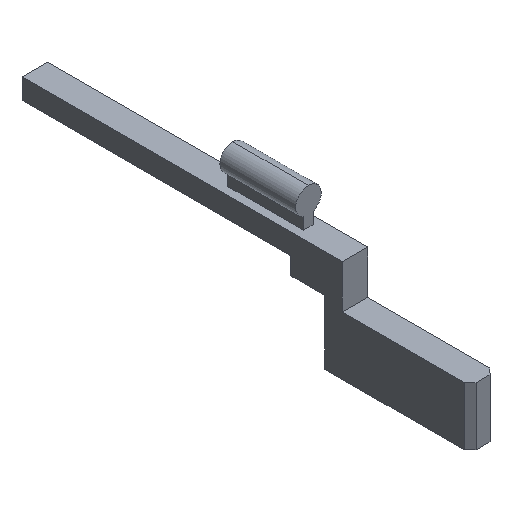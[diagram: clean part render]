
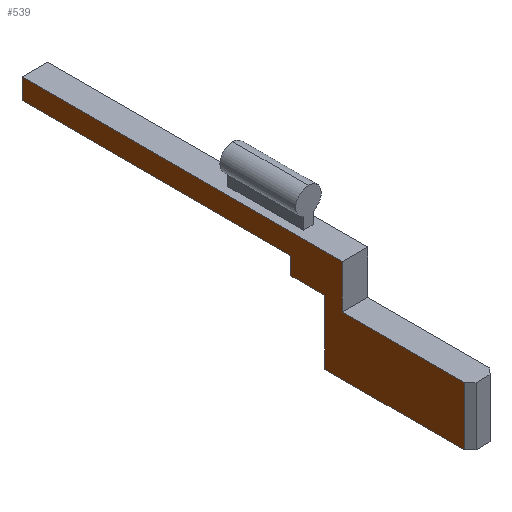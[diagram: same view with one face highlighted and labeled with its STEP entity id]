
A CAD part, isometric view. The second image highlights one B-rep face of the part: STEP entity #539.
In plain terms, the highlighted planar face has unit normal (-1, 0, 0).
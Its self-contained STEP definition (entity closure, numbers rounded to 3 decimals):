
#1 = EDGE_CURVE ( 'NONE', #87, #562, #220, .T. ) ;
#12 = DIRECTION ( 'NONE',  ( 0., 0., 1. ) ) ;
#16 = CARTESIAN_POINT ( 'NONE',  ( -2.2, -7.5, -11. ) ) ;
#26 = VERTEX_POINT ( 'NONE', #16 ) ;
#28 = DIRECTION ( 'NONE',  ( 0., 0., 1. ) ) ;
#53 = VERTEX_POINT ( 'NONE', #428 ) ;
#63 = LINE ( 'NONE', #234, #214 ) ;
#87 = VERTEX_POINT ( 'NONE', #482 ) ;
#103 = ORIENTED_EDGE ( 'NONE', *, *, #231, .T. ) ;
#106 = LINE ( 'NONE', #147, #166 ) ;
#121 = FACE_OUTER_BOUND ( 'NONE', #671, .T. ) ;
#129 = LINE ( 'NONE', #353, #493 ) ;
#134 = CARTESIAN_POINT ( 'NONE',  ( -2.2, 10.5, 6.5 ) ) ;
#138 = DIRECTION ( 'NONE',  ( 0., 0., -1. ) ) ;
#139 = EDGE_CURVE ( 'NONE', #436, #393, #63, .T. ) ;
#147 = CARTESIAN_POINT ( 'NONE',  ( -2.2, -7.5, 0. ) ) ;
#162 = CARTESIAN_POINT ( 'NONE',  ( -2.2, 10.5, 6.5 ) ) ;
#166 = VECTOR ( 'NONE', #410, 1000. ) ;
#167 = PLANE ( 'NONE',  #590 ) ;
#175 = DIRECTION ( 'NONE',  ( 0., -1., 0. ) ) ;
#178 = VECTOR ( 'NONE', #12, 1000. ) ;
#193 = ORIENTED_EDGE ( 'NONE', *, *, #317, .F. ) ;
#203 = ORIENTED_EDGE ( 'NONE', *, *, #463, .F. ) ;
#210 = EDGE_CURVE ( 'NONE', #576, #26, #561, .T. ) ;
#214 = VECTOR ( 'NONE', #138, 1000. ) ;
#217 = VECTOR ( 'NONE', #662, 1000. ) ;
#220 = LINE ( 'NONE', #337, #178 ) ;
#221 = EDGE_CURVE ( 'NONE', #311, #53, #243, .T. ) ;
#225 = VECTOR ( 'NONE', #458, 1000. ) ;
#230 = CARTESIAN_POINT ( 'NONE',  ( -2.2, 10.5, 0. ) ) ;
#231 = EDGE_CURVE ( 'NONE', #576, #361, #129, .T. ) ;
#233 = VECTOR ( 'NONE', #383, 1000. ) ;
#234 = CARTESIAN_POINT ( 'NONE',  ( -2.2, -10.5, 6.5 ) ) ;
#237 = CARTESIAN_POINT ( 'NONE',  ( -2.2, -32.5, -1. ) ) ;
#240 = DIRECTION ( 'NONE',  ( 0., -1., 0. ) ) ;
#241 = CARTESIAN_POINT ( 'NONE',  ( -2.2, -5.5, -11. ) ) ;
#243 = LINE ( 'NONE', #230, #403 ) ;
#251 = CARTESIAN_POINT ( 'NONE',  ( -2.2, -10.5, 6.5 ) ) ;
#252 = ORIENTED_EDGE ( 'NONE', *, *, #1, .F. ) ;
#268 = CARTESIAN_POINT ( 'NONE',  ( -2.2, -31.5, -11. ) ) ;
#296 = VECTOR ( 'NONE', #607, 1000. ) ;
#311 = VERTEX_POINT ( 'NONE', #670 ) ;
#317 = EDGE_CURVE ( 'NONE', #26, #53, #106, .T. ) ;
#332 = DIRECTION ( 'NONE',  ( 1., 0., 0. ) ) ;
#335 = ORIENTED_EDGE ( 'NONE', *, *, #221, .T. ) ;
#337 = CARTESIAN_POINT ( 'NONE',  ( -2.2, 44.5, 3. ) ) ;
#353 = CARTESIAN_POINT ( 'NONE',  ( -2.2, -31.5, -1. ) ) ;
#361 = VERTEX_POINT ( 'NONE', #422 ) ;
#383 = DIRECTION ( 'NONE',  ( 0., 1., 0. ) ) ;
#391 = CARTESIAN_POINT ( 'NONE',  ( -2.2, -1.7, 3. ) ) ;
#393 = VERTEX_POINT ( 'NONE', #567 ) ;
#401 = LINE ( 'NONE', #134, #542 ) ;
#403 = VECTOR ( 'NONE', #175, 1000. ) ;
#410 = DIRECTION ( 'NONE',  ( 0., 0., 1. ) ) ;
#414 = EDGE_CURVE ( 'NONE', #311, #618, #512, .T. ) ;
#422 = CARTESIAN_POINT ( 'NONE',  ( -2.2, -31.5, -1. ) ) ;
#428 = CARTESIAN_POINT ( 'NONE',  ( -2.2, -7.5, 0. ) ) ;
#436 = VERTEX_POINT ( 'NONE', #251 ) ;
#440 = ORIENTED_EDGE ( 'NONE', *, *, #139, .F. ) ;
#447 = ORIENTED_EDGE ( 'NONE', *, *, #210, .F. ) ;
#458 = DIRECTION ( 'NONE',  ( 0., 0., 1. ) ) ;
#463 = EDGE_CURVE ( 'NONE', #618, #87, #487, .T. ) ;
#464 = CARTESIAN_POINT ( 'NONE',  ( -2.2, -1.7, 0. ) ) ;
#481 = CARTESIAN_POINT ( 'NONE',  ( -2.2, 44.5, 6.5 ) ) ;
#482 = CARTESIAN_POINT ( 'NONE',  ( -2.2, 44.5, 3. ) ) ;
#487 = LINE ( 'NONE', #540, #233 ) ;
#493 = VECTOR ( 'NONE', #28, 1000. ) ;
#509 = LINE ( 'NONE', #237, #217 ) ;
#512 = LINE ( 'NONE', #464, #225 ) ;
#539 = ADVANCED_FACE ( 'NONE', ( #121 ), #167, .F. ) ;
#540 = CARTESIAN_POINT ( 'NONE',  ( -2.2, -1.7, 3. ) ) ;
#542 = VECTOR ( 'NONE', #240, 1000. ) ;
#545 = DIRECTION ( 'NONE',  ( 0., 1., 0. ) ) ;
#549 = ORIENTED_EDGE ( 'NONE', *, *, #414, .F. ) ;
#561 = LINE ( 'NONE', #241, #296 ) ;
#562 = VERTEX_POINT ( 'NONE', #481 ) ;
#567 = CARTESIAN_POINT ( 'NONE',  ( -2.2, -10.5, -1. ) ) ;
#576 = VERTEX_POINT ( 'NONE', #268 ) ;
#580 = ORIENTED_EDGE ( 'NONE', *, *, #643, .F. ) ;
#590 = AXIS2_PLACEMENT_3D ( 'NONE', #162, #332, #545 ) ;
#598 = ORIENTED_EDGE ( 'NONE', *, *, #672, .T. ) ;
#607 = DIRECTION ( 'NONE',  ( 0., 1., 0. ) ) ;
#618 = VERTEX_POINT ( 'NONE', #391 ) ;
#643 = EDGE_CURVE ( 'NONE', #562, #436, #401, .T. ) ;
#662 = DIRECTION ( 'NONE',  ( 0., 1., 0. ) ) ;
#670 = CARTESIAN_POINT ( 'NONE',  ( -2.2, -1.7, 0. ) ) ;
#671 = EDGE_LOOP ( 'NONE', ( #335, #193, #447, #103, #598, #440, #580, #252, #203, #549 ) ) ;
#672 = EDGE_CURVE ( 'NONE', #361, #393, #509, .T. ) ;
